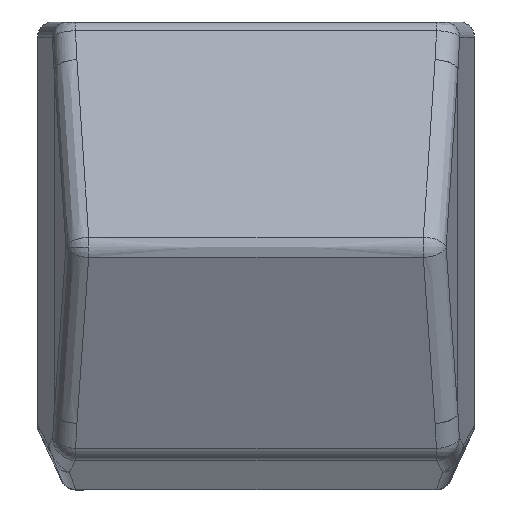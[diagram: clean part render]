
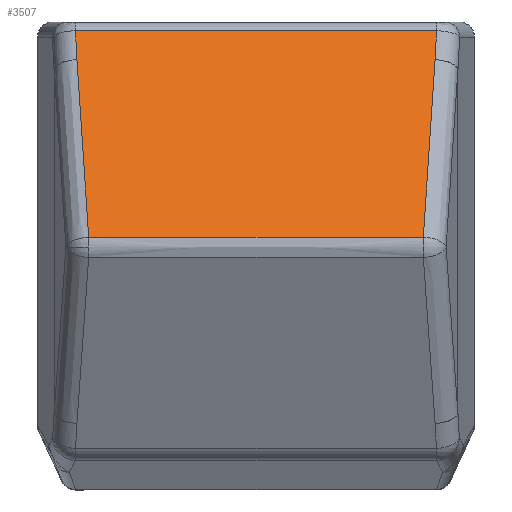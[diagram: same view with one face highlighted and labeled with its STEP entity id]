
A CAD part, left-side view. The second image highlights one B-rep face of the part: STEP entity #3507.
In plain terms, the highlighted planar face has unit normal (-0.903, 0, 0.43).
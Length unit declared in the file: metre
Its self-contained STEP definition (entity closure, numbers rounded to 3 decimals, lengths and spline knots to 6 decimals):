
#35 = CARTESIAN_POINT ( 'NONE',  ( -17.716934, 1.167047, -0.695359 ) ) ;
#168 = VERTEX_POINT ( 'NONE', #3715 ) ;
#316 = B_SPLINE_CURVE_WITH_KNOTS ( 'NONE', 3,
 ( #2881, #4208, #1161, #4700 ),
 .UNSPECIFIED., .F., .F.,
 ( 4, 4 ),
 ( 0., 1. ),
 .UNSPECIFIED. ) ;
#321 = DIRECTION ( 'NONE',  ( -0.43, 0., -0.903 ) ) ;
#405 = ORIENTED_EDGE ( 'NONE', *, *, #3676, .F. ) ;
#536 = EDGE_LOOP ( 'NONE', ( #3287, #1612, #3879, #4151, #405, #3574 ) ) ;
#550 = B_SPLINE_CURVE_WITH_KNOTS ( 'NONE', 3,
 ( #5044, #3813, #5577, #776 ),
 .UNSPECIFIED., .F., .F.,
 ( 4, 4 ),
 ( 0., 1. ),
 .UNSPECIFIED. ) ;
#567 = DIRECTION ( 'NONE',  ( -0.43, 0.047, -0.902 ) ) ;
#726 = LINE ( 'NONE', #4856, #993 ) ;
#776 = CARTESIAN_POINT ( 'NONE',  ( -18.268189, -1.090327, -1.852048 ) ) ;
#832 = AXIS2_PLACEMENT_3D ( 'NONE', #4670, #5075, #321 ) ;
#919 = CARTESIAN_POINT ( 'NONE',  ( -18.084437, 1.1159, -1.466485 ) ) ;
#993 = VECTOR ( 'NONE', #4368, 1. ) ;
#996 = EDGE_CURVE ( 'NONE', #4378, #4699, #726, .T. ) ;
#1161 = CARTESIAN_POINT ( 'NONE',  ( -18.268189, 0.363442, -1.852048 ) ) ;
#1162 = PLANE ( 'NONE',  #832 ) ;
#1341 = DIRECTION ( 'NONE',  ( 0., -1., 0. ) ) ;
#1612 = ORIENTED_EDGE ( 'NONE', *, *, #1641, .F. ) ;
#1641 = EDGE_CURVE ( 'NONE', #4930, #4378, #3449, .T. ) ;
#1642 = VECTOR ( 'NONE', #567, 1. ) ;
#1715 = EDGE_CURVE ( 'NONE', #168, #4930, #316, .T. ) ;
#1770 = CARTESIAN_POINT ( 'NONE',  ( -17.900685, 1.141473, -1.080922 ) ) ;
#2175 = LINE ( 'NONE', #3066, #3863 ) ;
#2737 = LINE ( 'NONE', #5339, #1642 ) ;
#2881 = CARTESIAN_POINT ( 'NONE',  ( -18.268189, -1.090327, -1.852048 ) ) ;
#3032 = CARTESIAN_POINT ( 'NONE',  ( -18.268189, 1.090327, -1.852048 ) ) ;
#3066 = CARTESIAN_POINT ( 'NONE',  ( -17.627155, 0., -0.506978 ) ) ;
#3175 = VERTEX_POINT ( 'NONE', #4708 ) ;
#3198 = CARTESIAN_POINT ( 'NONE',  ( -18.268189, 1.090327, -1.852048 ) ) ;
#3287 = ORIENTED_EDGE ( 'NONE', *, *, #996, .F. ) ;
#3449 = B_SPLINE_CURVE_WITH_KNOTS ( 'NONE', 3,
 ( #3032, #919, #1770, #3556 ),
 .UNSPECIFIED., .F., .F.,
 ( 4, 4 ),
 ( 0., 1. ),
 .UNSPECIFIED. ) ;
#3507 = ADVANCED_FACE ( 'NONE', ( #5490 ), #1162, .F. ) ;
#3544 = VERTEX_POINT ( 'NONE', #5694 ) ;
#3556 = CARTESIAN_POINT ( 'NONE',  ( -17.716934, 1.167047, -0.695359 ) ) ;
#3574 = ORIENTED_EDGE ( 'NONE', *, *, #4776, .F. ) ;
#3676 = EDGE_CURVE ( 'NONE', #3544, #3175, #2737, .T. ) ;
#3715 = CARTESIAN_POINT ( 'NONE',  ( -18.268189, -1.090327, -1.852048 ) ) ;
#3813 = CARTESIAN_POINT ( 'NONE',  ( -17.900685, -1.141473, -1.080922 ) ) ;
#3863 = VECTOR ( 'NONE', #1341, 1. ) ;
#3879 = ORIENTED_EDGE ( 'NONE', *, *, #1715, .F. ) ;
#4110 = CARTESIAN_POINT ( 'NONE',  ( -17.627155, 1.17684, -0.506978 ) ) ;
#4151 = ORIENTED_EDGE ( 'NONE', *, *, #5158, .F. ) ;
#4208 = CARTESIAN_POINT ( 'NONE',  ( -18.268189, -0.363442, -1.852048 ) ) ;
#4368 = DIRECTION ( 'NONE',  ( 0.43, 0.047, 0.902 ) ) ;
#4378 = VERTEX_POINT ( 'NONE', #35 ) ;
#4670 = CARTESIAN_POINT ( 'NONE',  ( -17.240144, 0., 0.30508 ) ) ;
#4699 = VERTEX_POINT ( 'NONE', #4110 ) ;
#4700 = CARTESIAN_POINT ( 'NONE',  ( -18.268189, 1.090327, -1.852048 ) ) ;
#4708 = CARTESIAN_POINT ( 'NONE',  ( -17.716934, -1.167047, -0.695359 ) ) ;
#4776 = EDGE_CURVE ( 'NONE', #4699, #3544, #2175, .T. ) ;
#4856 = CARTESIAN_POINT ( 'NONE',  ( -17.264701, 1.216376, 0.253551 ) ) ;
#4930 = VERTEX_POINT ( 'NONE', #3198 ) ;
#5044 = CARTESIAN_POINT ( 'NONE',  ( -17.716934, -1.167047, -0.695359 ) ) ;
#5075 = DIRECTION ( 'NONE',  ( 0.903, 0., -0.43 ) ) ;
#5158 = EDGE_CURVE ( 'NONE', #3175, #168, #550, .T. ) ;
#5339 = CARTESIAN_POINT ( 'NONE',  ( -17.264701, -1.216376, 0.253551 ) ) ;
#5490 = FACE_OUTER_BOUND ( 'NONE', #536, .T. ) ;
#5577 = CARTESIAN_POINT ( 'NONE',  ( -18.084437, -1.1159, -1.466485 ) ) ;
#5694 = CARTESIAN_POINT ( 'NONE',  ( -17.627155, -1.17684, -0.506978 ) ) ;
